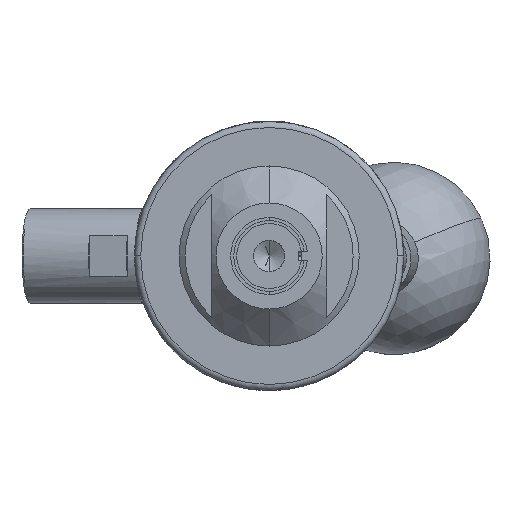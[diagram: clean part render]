
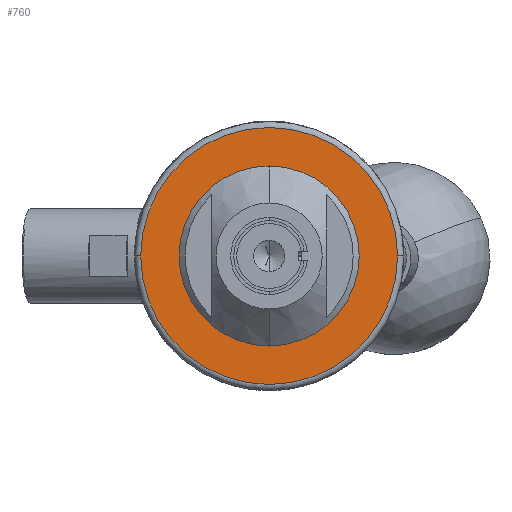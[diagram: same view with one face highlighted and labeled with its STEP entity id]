
A CAD part, left-side view. The second image highlights one B-rep face of the part: STEP entity #760.
In plain terms, the highlighted planar face has unit normal (-1, 0, 0).
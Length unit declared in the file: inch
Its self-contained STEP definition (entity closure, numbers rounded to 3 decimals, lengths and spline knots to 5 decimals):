
#15 = PLANE ( 'NONE',  #600 ) ;
#112 = VERTEX_POINT ( 'NONE', #5614 ) ;
#308 = AXIS2_PLACEMENT_3D ( 'NONE', #15022, #10424, #7887 ) ;
#600 = AXIS2_PLACEMENT_3D ( 'NONE', #9763, #9616, #14431 ) ;
#729 = VERTEX_POINT ( 'NONE', #2446 ) ;
#760 = ADVANCED_FACE ( 'NONE', ( #4926, #11040 ), #15, .F. ) ;
#1157 = ORIENTED_EDGE ( 'NONE', *, *, #8366, .F. ) ;
#1175 = CIRCLE ( 'NONE', #12264, 0.27344 ) ;
#2044 = ORIENTED_EDGE ( 'NONE', *, *, #7379, .T. ) ;
#2142 = CARTESIAN_POINT ( 'NONE',  ( -3.921, 0., 0. ) ) ;
#2238 = EDGE_CURVE ( 'NONE', #112, #6859, #6022, .T. ) ;
#2446 = CARTESIAN_POINT ( 'NONE',  ( -3.921, 0., 0.27344 ) ) ;
#3420 = DIRECTION ( 'NONE',  ( -1., 0., 0. ) ) ;
#3715 = DIRECTION ( 'NONE',  ( 0., 0., -1. ) ) ;
#4545 = CARTESIAN_POINT ( 'NONE',  ( -3.921, 0., -0.27344 ) ) ;
#4763 = CIRCLE ( 'NONE', #308, 0.835 ) ;
#4926 = FACE_BOUND ( 'NONE', #13685, .T. ) ;
#5408 = ORIENTED_EDGE ( 'NONE', *, *, #11482, .F. ) ;
#5614 = CARTESIAN_POINT ( 'NONE',  ( -3.921, -0.835, 0. ) ) ;
#5640 = DIRECTION ( 'NONE',  ( 0., -1., 0. ) ) ;
#5810 = DIRECTION ( 'NONE',  ( -1., 0., 0. ) ) ;
#6022 = CIRCLE ( 'NONE', #7259, 0.835 ) ;
#6859 = VERTEX_POINT ( 'NONE', #14773 ) ;
#7259 = AXIS2_PLACEMENT_3D ( 'NONE', #2142, #11529, #5640 ) ;
#7379 = EDGE_CURVE ( 'NONE', #6859, #112, #4763, .T. ) ;
#7887 = DIRECTION ( 'NONE',  ( 0., -1., 0. ) ) ;
#8197 = DIRECTION ( 'NONE',  ( 0., 0., -1. ) ) ;
#8366 = EDGE_CURVE ( 'NONE', #15023, #729, #12889, .T. ) ;
#9388 = CARTESIAN_POINT ( 'NONE',  ( -3.921, 0., 0. ) ) ;
#9616 = DIRECTION ( 'NONE',  ( 1., 0., 0. ) ) ;
#9763 = CARTESIAN_POINT ( 'NONE',  ( -3.921, -0.875, 0. ) ) ;
#10424 = DIRECTION ( 'NONE',  ( -1., 0., 0. ) ) ;
#11040 = FACE_OUTER_BOUND ( 'NONE', #14418, .T. ) ;
#11058 = ORIENTED_EDGE ( 'NONE', *, *, #2238, .T. ) ;
#11482 = EDGE_CURVE ( 'NONE', #729, #15023, #1175, .T. ) ;
#11529 = DIRECTION ( 'NONE',  ( -1., 0., 0. ) ) ;
#12264 = AXIS2_PLACEMENT_3D ( 'NONE', #9388, #5810, #3715 ) ;
#12889 = CIRCLE ( 'NONE', #12902, 0.27344 ) ;
#12902 = AXIS2_PLACEMENT_3D ( 'NONE', #14226, #3420, #8197 ) ;
#13685 = EDGE_LOOP ( 'NONE', ( #1157, #5408 ) ) ;
#14226 = CARTESIAN_POINT ( 'NONE',  ( -3.921, 0., 0. ) ) ;
#14418 = EDGE_LOOP ( 'NONE', ( #11058, #2044 ) ) ;
#14431 = DIRECTION ( 'NONE',  ( 0., -1., 0. ) ) ;
#14773 = CARTESIAN_POINT ( 'NONE',  ( -3.921, 0.835, 0. ) ) ;
#15022 = CARTESIAN_POINT ( 'NONE',  ( -3.921, 0., 0. ) ) ;
#15023 = VERTEX_POINT ( 'NONE', #4545 ) ;
